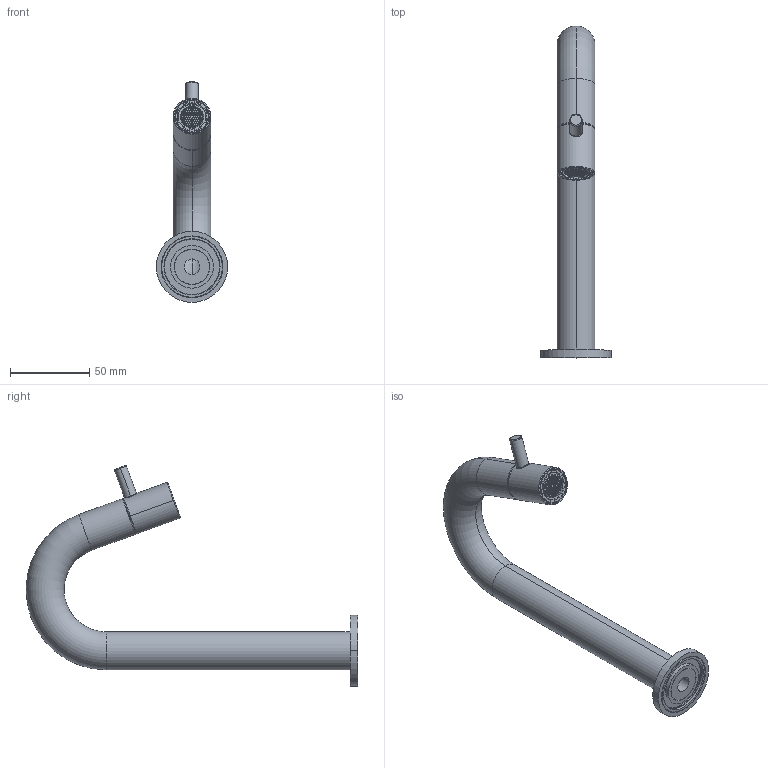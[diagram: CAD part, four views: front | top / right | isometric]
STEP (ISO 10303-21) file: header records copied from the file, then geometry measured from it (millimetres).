
FILE_DESCRIPTION((''),'2;1');
FILE_NAME('MI095CR','2021-11-25T09:57:58',('ut3'),('PAFFONI SpA'),'CREO PARAMETRIC BY PTC INC, 2020044','CREO PARAMETRIC BY PTC INC, 2020044','');
FILE_SCHEMA(('CONFIG_CONTROL_DESIGN','SHAPE_APPEARANCE_LAYERS_GROUPS'));
Length unit declared in the file: millimetre
Products named in the file (1): MI095CR
Bounding box: 45 x 210 x 139.74 mm (x, y, z)
Volume: 74535.3 mm3; surface area: 52963.1 mm2
Topology: 4 solids, 4 shells, 3441 faces, 9931 edges, 6456 vertices
Faces by surface type: plane 2999, cylinder 358, torus 58, cone 20, bspline 6
Entity records: 155785 total; most frequent: CARTESIAN_POINT 50311, ORIENTED_EDGE 19850, DIRECTION 11918, EDGE_CURVE 9925, VERTEX_POINT 6453, B_SPLINE_CURVE_WITH_KNOTS 5394, EDGE_LOOP 4204, VECTOR 4012
